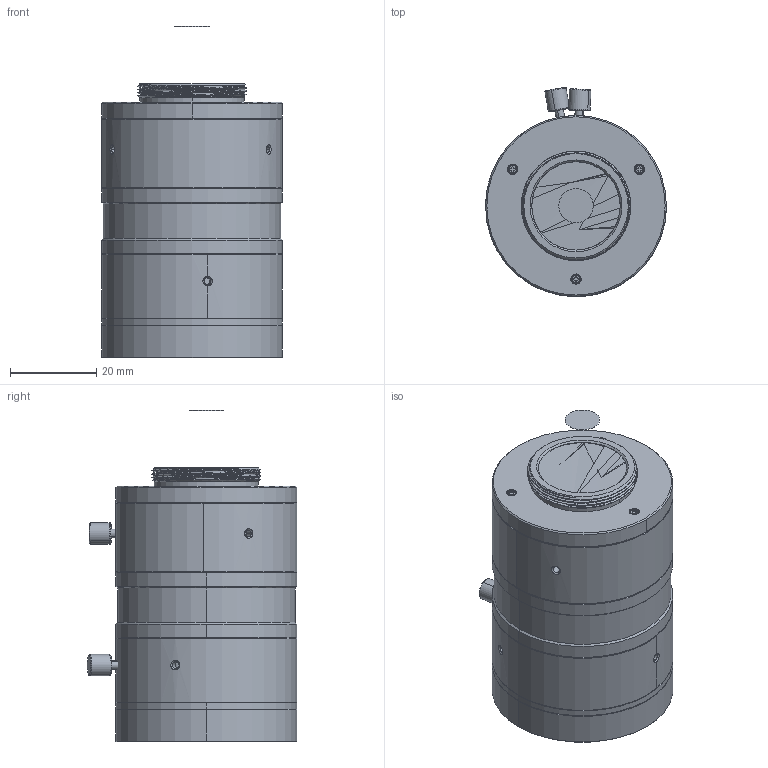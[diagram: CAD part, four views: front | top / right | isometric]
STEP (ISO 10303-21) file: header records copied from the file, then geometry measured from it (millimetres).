
FILE_DESCRIPTION (( 'STEP AP214' ), '1' );
FILE_NAME ('VA-LCM-25MP-35MM-F2.4-120_3D_Modeling.STEP', '2022-08-16T03:07:13', ( 'DH' ), ( '' ), 'SwSTEP 2.0', 'SolidWorks 2016', '' );
FILE_SCHEMA (( 'AUTOMOTIVE_DESIGN' ));
Length unit declared in the file: millimetre
Products named in the file (22): VA-LCM-25MP-35MM-F2.4-120-XM; VA-LCM-25MP-35MM-F2.4-120-108; VA-LCM-25MP-35MM-F2.4-120-105; VA-LCM-25MP-35MM-F2.4-120-509; VA-LCM-25MP-35MM-F2.4-120_3D_Modeling; VA-LCM-25MP-35MM-F2.4-120-502; VA-LCM-25MP-35MM-F2.4-120-106; VA-LCM-25MP-35MM-F2.4-120-101; VA-LCM-25MP-35MM-F2.4-120-109; VA-LCM-25MP-35MM-F2.4-120-G1; VA-LCM-25MP-35MM-F2.4-120-505; VA-LCM-25MP-35MM-F2.4-120-107; VA-LCM-25MP-35MM-F2.4-120-301; VA-LCM-25MP-35MM-F2.4-120-101_ASM; VA-LCM-25MP-35MM-F2.4-120-104; VA-LCM-25MP-35MM-F2.4-120-103; VA-LCM-25MP-35MM-F2.4-120-02_ASM; VA-LCM-25MP-35MM-F2.4-120-504; VA-LCM-25MP-35MM-F2.4-120-122_ASM; VA-LCM-25MP-35MM-F2.4-120-303; VA-LCM-25MP-35MM-F2.4-120-G11; VA-LCM-25MP-35MM-F2.4-120-102
Assembly tree (27 placements, depth 4):
  VA-LCM-25MP-35MM-F2.4-120_3D_Modeling
    VA-LCM-25MP-35MM-F2.4-120-101_ASM
      VA-LCM-25MP-35MM-F2.4-120-101
      VA-LCM-25MP-35MM-F2.4-120-G1
      VA-LCM-25MP-35MM-F2.4-120-301
    VA-LCM-25MP-35MM-F2.4-120-103
    VA-LCM-25MP-35MM-F2.4-120-XM
    VA-LCM-25MP-35MM-F2.4-120-102
    VA-LCM-25MP-35MM-F2.4-120-02_ASM
      VA-LCM-25MP-35MM-F2.4-120-122_ASM
        VA-LCM-25MP-35MM-F2.4-120-G11
        VA-LCM-25MP-35MM-F2.4-120-303
    VA-LCM-25MP-35MM-F2.4-120-104
    VA-LCM-25MP-35MM-F2.4-120-105
    VA-LCM-25MP-35MM-F2.4-120-107
    VA-LCM-25MP-35MM-F2.4-120-509  x4
    VA-LCM-25MP-35MM-F2.4-120-504
    VA-LCM-25MP-35MM-F2.4-120-502  x3
    VA-LCM-25MP-35MM-F2.4-120-106
    VA-LCM-25MP-35MM-F2.4-120-108
    VA-LCM-25MP-35MM-F2.4-120-505  x2
    VA-LCM-25MP-35MM-F2.4-120-109
Bounding box: 42 x 48.63 x 76.86 mm (x, y, z)
Volume: 35264.7 mm3; surface area: 42342.3 mm2
Topology: 22 solids, 24 shells, 750 faces, 1822 edges, 1144 vertices
Faces by surface type: cylinder 259, cone 234, plane 152, bspline 105
Entity records: 31699 total; most frequent: CARTESIAN_POINT 16464, ORIENTED_EDGE 3124, DIRECTION 2737, EDGE_CURVE 1565, AXIS2_PLACEMENT_3D 1079, VERTEX_POINT 990, EDGE_LOOP 737, ADVANCED_FACE 641
